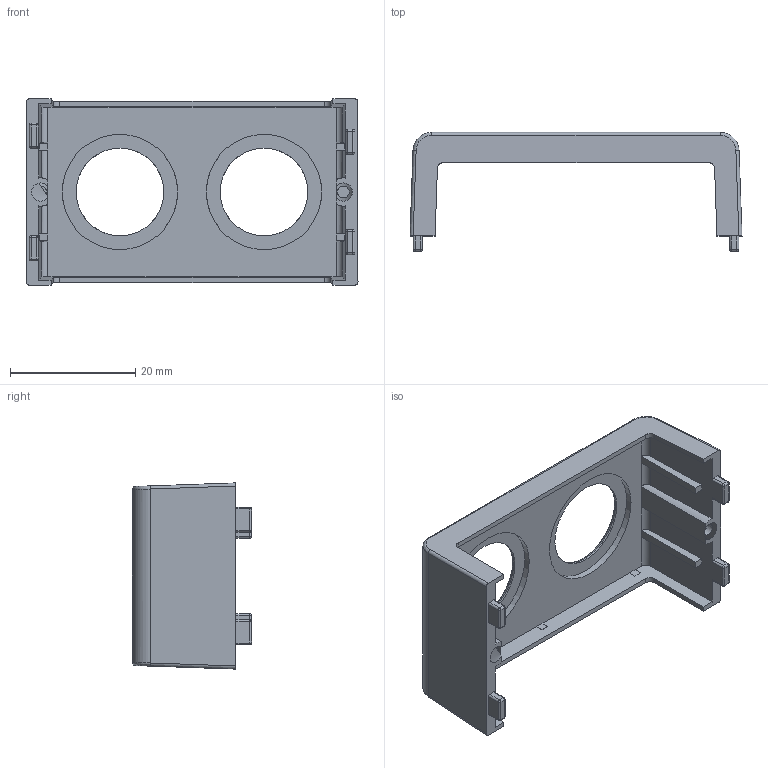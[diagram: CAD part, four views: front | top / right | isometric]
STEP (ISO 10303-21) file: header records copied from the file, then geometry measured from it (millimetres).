
FILE_DESCRIPTION(/* description */ (''),/* implementation_level */ '2;1');
FILE_NAME(/* name */ 'Top.ipt.step',/* time_stamp */ '2020-04-16T23:17:28-04:00',/* author */ ('Jordan'),/* organization */ (''),/* preprocessor_version */ 'ST-DEVELOPER v17',/* originating_system */ 'Autodesk Inventor 2019',/* authorisation */ '');
FILE_SCHEMA (('AUTOMOTIVE_DESIGN { 1 0 10303 214 3 1 1 }'));
Length unit declared in the file: inch
Products named in the file (1): Top
Bounding box: 53 x 19 x 29.72 mm (x, y, z)
Volume: 4200.9 mm3; surface area: 5704.6 mm2
Topology: 1 solids, 1 shells, 176 faces, 464 edges, 282 vertices
Faces by surface type: plane 86, cylinder 60, sphere 16, cone 6, bspline 4, torus 4
Full cylindrical faces by diameter (mm): 1.9 x2, 14 x2
Entity records: 6625 total; most frequent: CARTESIAN_POINT 2233, DIRECTION 932, ORIENTED_EDGE 908, EDGE_CURVE 454, AXIS2_PLACEMENT_3D 325, LINE 282, VECTOR 282, VERTEX_POINT 282
